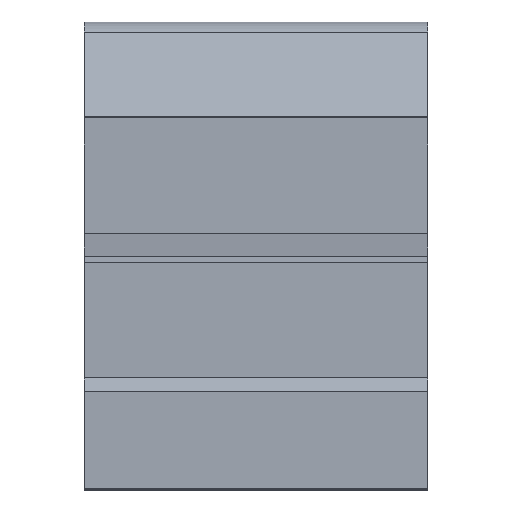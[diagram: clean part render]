
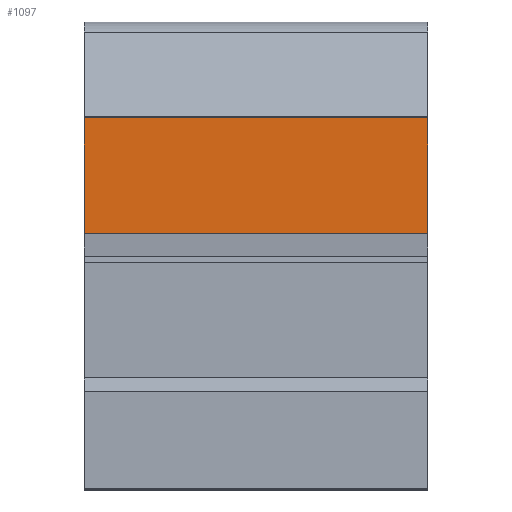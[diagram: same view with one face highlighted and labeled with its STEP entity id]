
A CAD part, top view. The second image highlights one B-rep face of the part: STEP entity #1097.
In plain terms, the highlighted planar face has unit normal (0, 0, 1).
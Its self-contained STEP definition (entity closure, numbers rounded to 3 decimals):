
#71 = AXIS2_PLACEMENT_3D ( 'NONE', #1586, #744, #1720 ) ;
#72 = LINE ( 'NONE', #735, #399 ) ;
#83 = VERTEX_POINT ( 'NONE', #1518 ) ;
#108 = ORIENTED_EDGE ( 'NONE', *, *, #1329, .T. ) ;
#110 = CARTESIAN_POINT ( 'NONE',  ( 50., 54., -2. ) ) ;
#216 = VECTOR ( 'NONE', #404, 1000. ) ;
#301 = CARTESIAN_POINT ( 'NONE',  ( 0., 54., -2. ) ) ;
#391 = CARTESIAN_POINT ( 'NONE',  ( 50., 37.141, -2. ) ) ;
#399 = VECTOR ( 'NONE', #1169, 1000. ) ;
#404 = DIRECTION ( 'NONE',  ( 1., 0., 0. ) ) ;
#457 = PLANE ( 'NONE',  #71 ) ;
#529 = CARTESIAN_POINT ( 'NONE',  ( 0., 37.141, -2. ) ) ;
#580 = CARTESIAN_POINT ( 'NONE',  ( 0., 16.142, -2. ) ) ;
#581 = LINE ( 'NONE', #580, #1213 ) ;
#588 = VERTEX_POINT ( 'NONE', #110 ) ;
#604 = LINE ( 'NONE', #1591, #1021 ) ;
#647 = LINE ( 'NONE', #391, #216 ) ;
#735 = CARTESIAN_POINT ( 'NONE',  ( 50., 16.142, -2. ) ) ;
#744 = DIRECTION ( 'NONE',  ( 0., 0., -1. ) ) ;
#745 = ORIENTED_EDGE ( 'NONE', *, *, #1418, .T. ) ;
#814 = ORIENTED_EDGE ( 'NONE', *, *, #1513, .F. ) ;
#1006 = VERTEX_POINT ( 'NONE', #301 ) ;
#1011 = EDGE_LOOP ( 'NONE', ( #745, #108, #814, #1014 ) ) ;
#1014 = ORIENTED_EDGE ( 'NONE', *, *, #1116, .T. ) ;
#1021 = VECTOR ( 'NONE', #1024, 1000. ) ;
#1024 = DIRECTION ( 'NONE',  ( -1., 0., 0. ) ) ;
#1097 = ADVANCED_FACE ( 'NONE', ( #1438 ), #457, .F. ) ;
#1116 = EDGE_CURVE ( 'NONE', #588, #1006, #604, .T. ) ;
#1169 = DIRECTION ( 'NONE',  ( 0., -1., 0. ) ) ;
#1213 = VECTOR ( 'NONE', #1710, 1000. ) ;
#1329 = EDGE_CURVE ( 'NONE', #1365, #83, #647, .T. ) ;
#1365 = VERTEX_POINT ( 'NONE', #529 ) ;
#1418 = EDGE_CURVE ( 'NONE', #1006, #1365, #581, .T. ) ;
#1438 = FACE_OUTER_BOUND ( 'NONE', #1011, .T. ) ;
#1513 = EDGE_CURVE ( 'NONE', #588, #83, #72, .T. ) ;
#1518 = CARTESIAN_POINT ( 'NONE',  ( 50., 37.141, -2. ) ) ;
#1586 = CARTESIAN_POINT ( 'NONE',  ( 50., 16.142, -2. ) ) ;
#1591 = CARTESIAN_POINT ( 'NONE',  ( 50., 54., -2. ) ) ;
#1710 = DIRECTION ( 'NONE',  ( 0., -1., 0. ) ) ;
#1720 = DIRECTION ( 'NONE',  ( -1., 0., 0. ) ) ;
